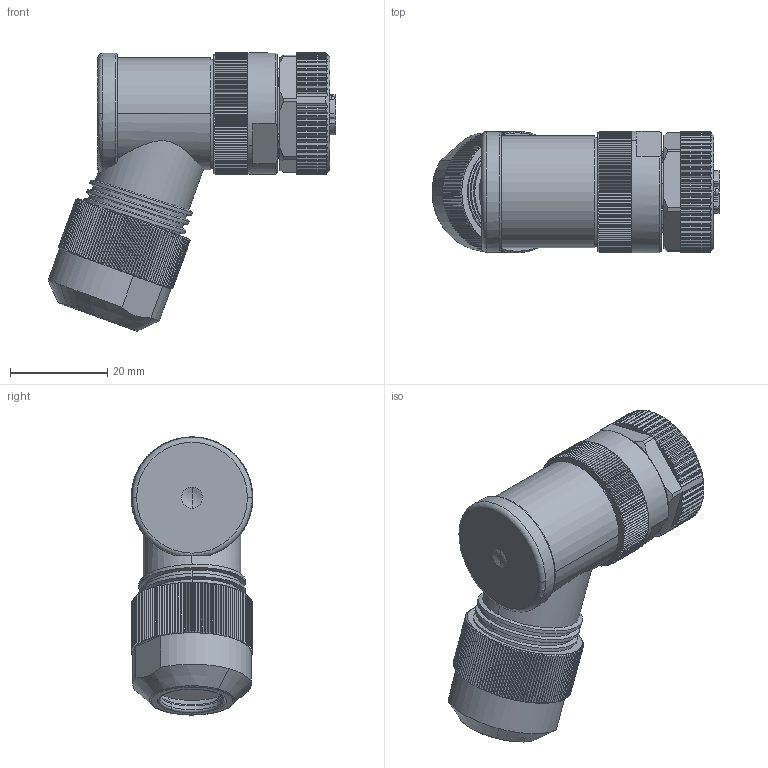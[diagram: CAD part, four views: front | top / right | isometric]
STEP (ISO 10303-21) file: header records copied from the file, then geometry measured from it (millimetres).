
FILE_DESCRIPTION((''),'2;1');
FILE_NAME('CAD-8064','2021-11-25T14:49:04',('creinig-se'),(''),'CREO PARAMETRIC BY PTC INC, 2019292','CREO PARAMETRIC BY PTC INC, 2019292','');
FILE_SCHEMA(('CONFIG_CONTROL_DESIGN','SHAPE_APPEARANCE_LAYERS_GROUPS'));
Length unit declared in the file: millimetre
Products named in the file (1): CAD-8064
Bounding box: 59.23 x 25 x 57.22 mm (x, y, z)
Volume: 33965.9 mm3; surface area: 10137.5 mm2
Topology: 1 solids, 1 shells, 1416 faces, 4076 edges, 2662 vertices
Faces by surface type: plane 891, cylinder 379, cone 53, torus 43, bspline 24, sphere 20, extrusion 6
Entity records: 67057 total; most frequent: CARTESIAN_POINT 17238, ORIENTED_EDGE 8102, DIRECTION 6640, PRESENTATION_STYLE_ASSIGNMENT 4228, STYLED_ITEM 4052, CURVE_STYLE 4051, EDGE_CURVE 4051, VERTEX_POINT 2662
